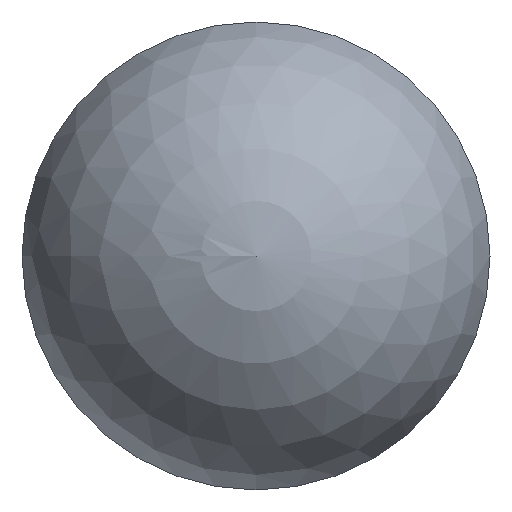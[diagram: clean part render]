
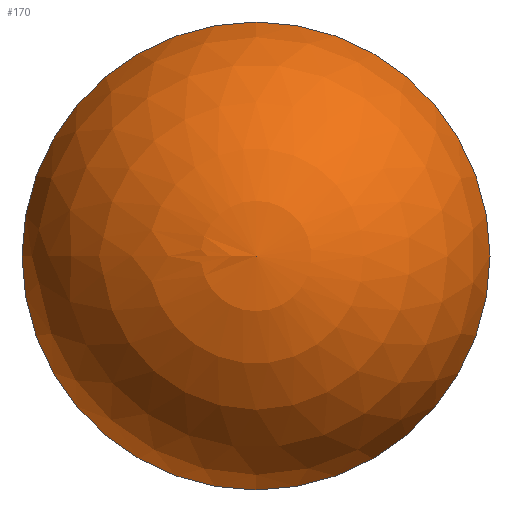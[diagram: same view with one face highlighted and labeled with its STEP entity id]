
A CAD part, front view. The second image highlights one B-rep face of the part: STEP entity #170.
In plain terms, the highlighted spherical face has radius 9.493 mm.
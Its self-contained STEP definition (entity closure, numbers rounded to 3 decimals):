
#20=SPHERICAL_SURFACE('',#189,9.493);
#34=ORIENTED_EDGE('',*,*,#47,.F.);
#47=EDGE_CURVE('',#55,#55,#63,.T.);
#55=VERTEX_POINT('',#250);
#63=CIRCLE('',#190,9.375);
#74=EDGE_LOOP('',(#34));
#90=FACE_BOUND('',#74,.T.);
#170=ADVANCED_FACE('',(#90),#20,.T.);
#189=AXIS2_PLACEMENT_3D('',#248,#217,#218);
#190=AXIS2_PLACEMENT_3D('',#249,#219,#220);
#217=DIRECTION('',(0.,-1.,0.));
#218=DIRECTION('',(-1.,0.,0.));
#219=DIRECTION('',(0.,1.,0.));
#220=DIRECTION('',(1.,0.,0.));
#248=CARTESIAN_POINT('',(0.,-47.257,0.));
#249=CARTESIAN_POINT('',(0.,-48.75,0.));
#250=CARTESIAN_POINT('',(9.375,-48.75,0.));
